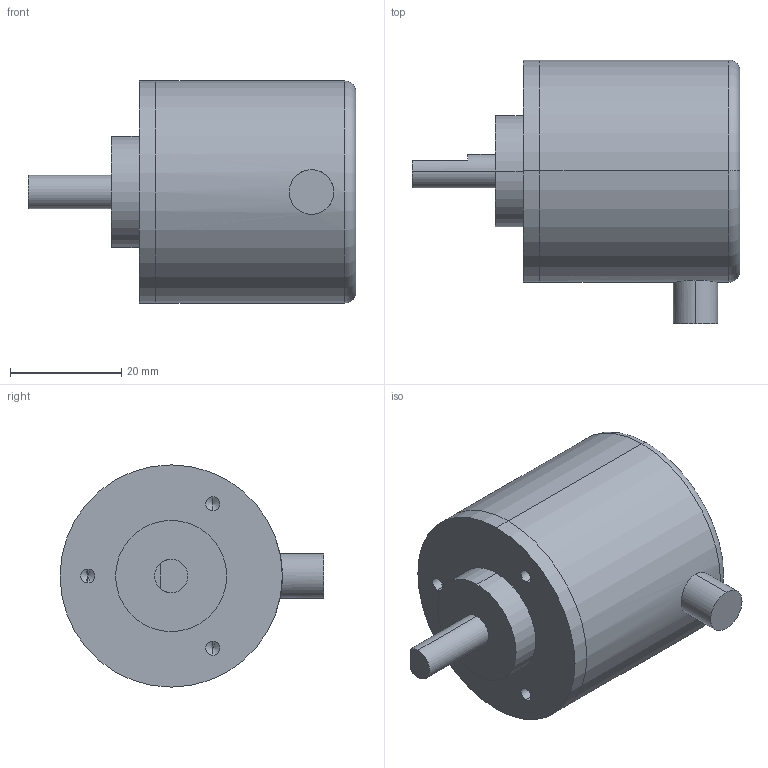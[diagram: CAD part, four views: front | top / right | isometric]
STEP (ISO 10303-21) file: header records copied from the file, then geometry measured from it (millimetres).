
FILE_DESCRIPTION (( 'STEP AP214' ), '1' );
FILE_NAME ('Rotary encoder omron e6b2-cwz6c.STEP', '2021-11-15T07:53:32', ( '' ), ( '' ), 'SwSTEP 2.0', 'SolidWorks 2018', '' );
FILE_SCHEMA (( 'AUTOMOTIVE_DESIGN' ));
Length unit declared in the file: millimetre
Products named in the file (1): Rotary encoder omron e6b2-cwz6c
Bounding box: 59 x 47.5 x 40 mm (x, y, z)
Volume: 51105.7 mm3; surface area: 8315.3 mm2
Topology: 1 solids, 1 shells, 31 faces, 68 edges, 39 vertices
Faces by surface type: cylinder 16, plane 7, cone 6, torus 2
Entity records: 998 total; most frequent: CARTESIAN_POINT 199, DIRECTION 158, ORIENTED_EDGE 124, AXIS2_PLACEMENT_3D 66, EDGE_CURVE 62, VERTEX_POINT 39, EDGE_LOOP 37, CIRCLE 34
